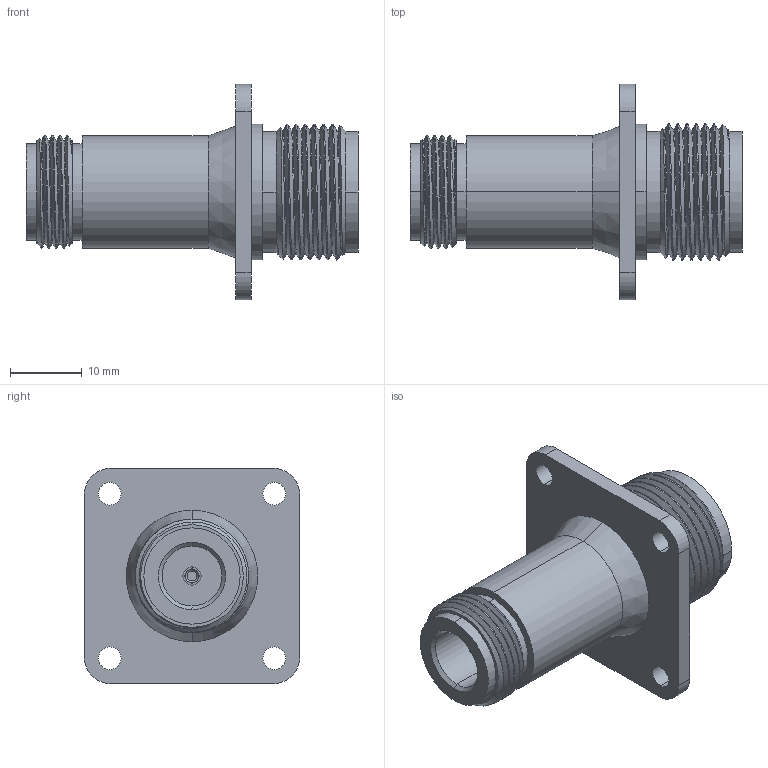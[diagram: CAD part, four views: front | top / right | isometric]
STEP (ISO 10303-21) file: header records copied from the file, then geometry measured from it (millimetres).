
FILE_DESCRIPTION (( 'STEP AP203' ), '1' );
FILE_NAME ('SM4633.step', '2019-10-08T16:42:43', ( '' ), ( '' ), 'SwSTEP 2.0', 'SolidWorks 2018', '' );
FILE_SCHEMA (( 'CONFIG_CONTROL_DESIGN' ));
Length unit declared in the file: inch
Products named in the file (1): SM4633
Bounding box: 46.43 x 30.15 x 30.15 mm (x, y, z)
Volume: 8822.9 mm3; surface area: 6236 mm2
Topology: 1 solids, 1 shells, 144 faces, 389 edges, 258 vertices
Faces by surface type: cylinder 62, plane 45, cone 31, bspline 6
Entity records: 7143 total; most frequent: CARTESIAN_POINT 3618, ORIENTED_EDGE 778, DIRECTION 679, EDGE_CURVE 389, AXIS2_PLACEMENT_3D 270, VERTEX_POINT 258, EDGE_LOOP 163, FACE_OUTER_BOUND 144
